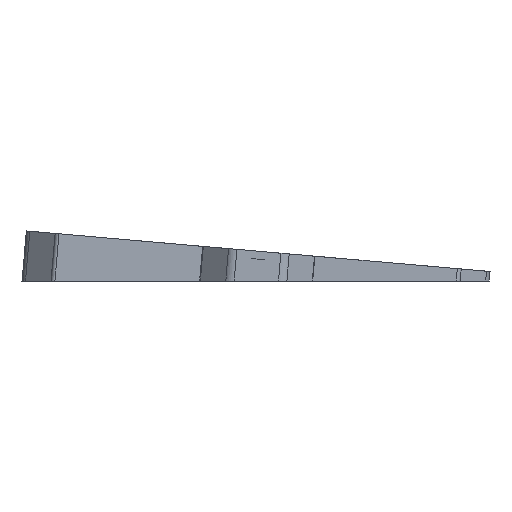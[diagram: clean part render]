
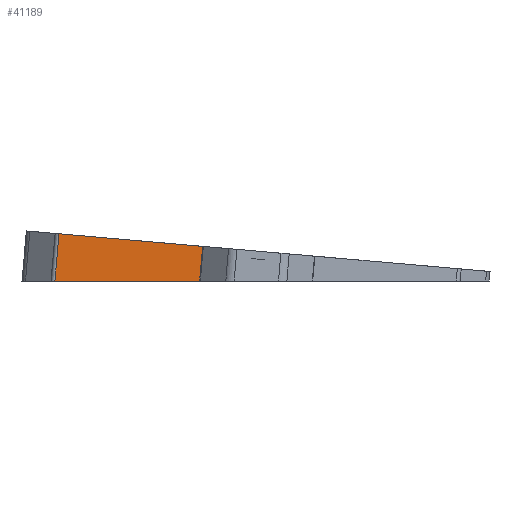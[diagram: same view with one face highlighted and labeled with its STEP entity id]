
A CAD part, left-side view. The second image highlights one B-rep face of the part: STEP entity #41189.
In plain terms, the highlighted planar face has unit normal (-1, 0.002, 0).
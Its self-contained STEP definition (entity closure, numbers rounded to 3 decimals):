
#1960=PLANE('',#43308);
#3937=FACE_OUTER_BOUND('',#5948,.T.);
#5948=EDGE_LOOP('',(#39096,#39097,#39098,#39099));
#6090=LINE('',#53389,#11845);
#11716=LINE('',#64782,#17471);
#11799=LINE('',#65101,#17554);
#11800=LINE('',#65103,#17555);
#11845=VECTOR('',#43410,10.);
#17471=VECTOR('',#52938,10.);
#17554=VECTOR('',#53239,10.);
#17555=VECTOR('',#53242,10.);
#17642=VERTEX_POINT('',#53386);
#17643=VERTEX_POINT('',#53388);
#21452=VERTEX_POINT('',#64779);
#21453=VERTEX_POINT('',#64781);
#21570=EDGE_CURVE('',#17643,#17642,#6090,.T.);
#27261=EDGE_CURVE('',#21453,#21452,#11716,.T.);
#27385=EDGE_CURVE('',#17642,#21453,#11799,.T.);
#27386=EDGE_CURVE('',#17643,#21452,#11800,.T.);
#39096=ORIENTED_EDGE('',*,*,#21570,.T.);
#39097=ORIENTED_EDGE('',*,*,#27385,.T.);
#39098=ORIENTED_EDGE('',*,*,#27261,.T.);
#39099=ORIENTED_EDGE('',*,*,#27386,.F.);
#41189=ADVANCED_FACE('',(#3937),#1960,.T.);
#43308=AXIS2_PLACEMENT_3D('',#65102,#53240,#53241);
#43410=DIRECTION('',(0.002,0.996,0.087));
#52938=DIRECTION('',(-0.002,-1.,0.));
#53239=DIRECTION('',(0.,0.087,-0.996));
#53240=DIRECTION('center_axis',(-1.,0.002,
0.));
#53241=DIRECTION('ref_axis',(0.002,0.996,0.087));
#53242=DIRECTION('',(0.,0.087,-0.996));
#53386=CARTESIAN_POINT('',(44.372,-46.987,0.573));
#53388=CARTESIAN_POINT('',(44.308,-74.358,-1.821));
#53389=CARTESIAN_POINT('',(44.263,-93.877,-3.529));
#64779=CARTESIAN_POINT('',(44.308,-73.78,-8.434));
#64781=CARTESIAN_POINT('',(44.372,-46.199,-8.434));
#64782=CARTESIAN_POINT('',(44.232,-106.691,-8.434));
#65101=CARTESIAN_POINT('',(44.372,-48.033,12.528));
#65102=CARTESIAN_POINT('Origin',(44.308,-75.404,10.133));
#65103=CARTESIAN_POINT('',(44.308,-75.404,10.133));
